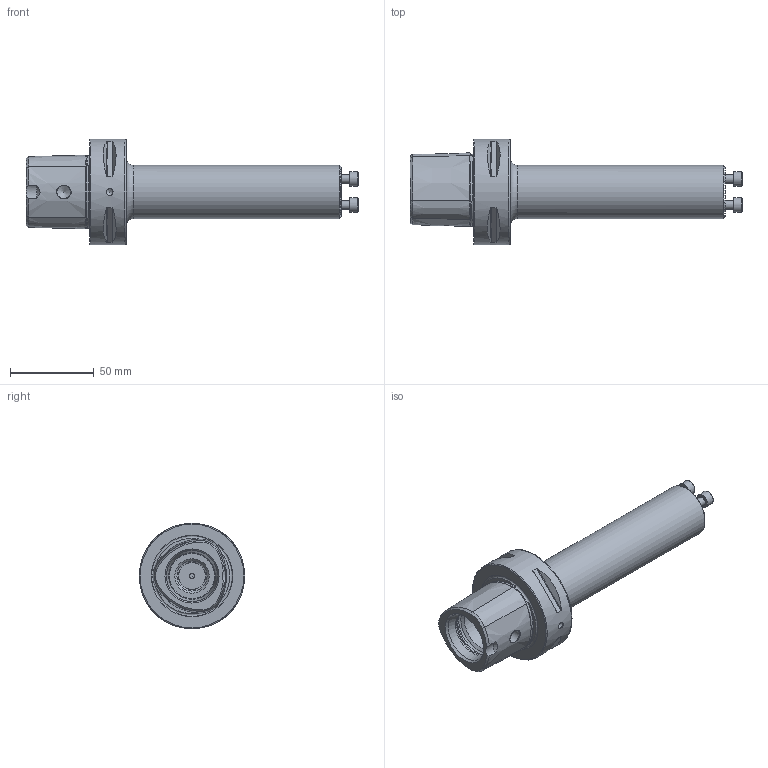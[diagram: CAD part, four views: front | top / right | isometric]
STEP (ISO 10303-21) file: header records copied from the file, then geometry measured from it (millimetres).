
FILE_DESCRIPTION (( 'STEP AP214' ), '1' );
FILE_NAME ('PS6.WK2.032.185.STEP', '2020-08-28T14:17:53', ( '' ), ( '' ), 'SwSTEP 2.0', 'SolidWorks 2017', '' );
FILE_SCHEMA (( 'AUTOMOTIVE_DESIGN' ));
Length unit declared in the file: millimetre
Products named in the file (6): DIN 3771 - 6x1; PS6-WK2.032.185_B; WK1-ER1.016.112_A_Fertigbearbeitung; PS6.WK2.032.185; WK1-ER1.016.002_A_Fertigbearbeitung; ISO 4762 - M5 x 14
Assembly tree (7 placements, depth 2):
  PS6.WK2.032.185
    PS6-WK2.032.185_B
    ISO 4762 - M5 x 14  x3
    DIN 3771 - 6x1
    WK1-ER1.016.002_A_Fertigbearbeitung
    WK1-ER1.016.112_A_Fertigbearbeitung
Bounding box: 198.4 x 63 x 63 mm (x, y, z)
Volume: 196803.9 mm3; surface area: 48962.3 mm2
Topology: 7 solids, 7 shells, 353 faces, 932 edges, 597 vertices
Faces by surface type: plane 201, cylinder 77, cone 52, torus 23
Full cylindrical faces by diameter (mm): 3 x1, 4 x1, 4.2 x4, 5 x3, 6 x2, 7.4 x1, 8.1 x2, 8.5 x3, 16 x1, 16.5 x2, 18 x1, 28 x2, 32 x2, 63 x1
Entity records: 11080 total; most frequent: CARTESIAN_POINT 3743, ORIENTED_EDGE 1522, DIRECTION 1290, EDGE_CURVE 761, AXIS2_PLACEMENT_3D 524, VERTEX_POINT 519, EDGE_LOOP 376, FACE_OUTER_BOUND 341
